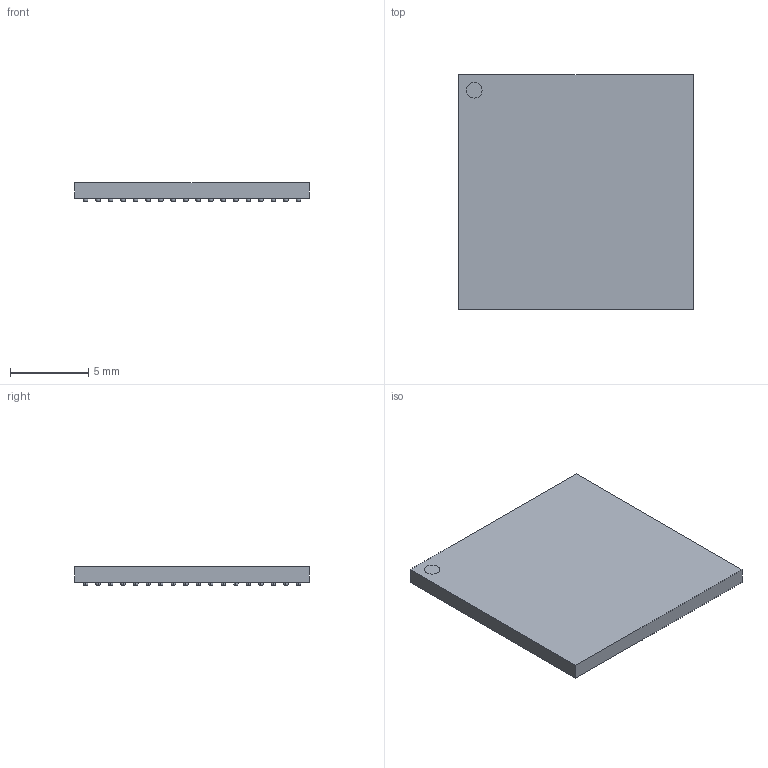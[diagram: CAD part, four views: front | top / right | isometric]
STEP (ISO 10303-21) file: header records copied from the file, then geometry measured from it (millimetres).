
FILE_DESCRIPTION((''),'2;1');
FILE_NAME('BGA324C80P18X18_1500X1500X120.stp','2012-05-09T15:56:16',(''),(''),'Mechanical Desktop 2011','Mechanical Desktop 2011',', , ');
FILE_SCHEMA(('AUTOMOTIVE_DESIGN { 1 2 10303 214 1 1 1 1 }'));
Length unit declared in the file: millimetre
Products named in the file (1): Product
Bounding box: 15 x 15 x 1.2 mm (x, y, z)
Volume: 228.9 mm3; surface area: 598.7 mm2
Topology: 326 solids, 326 shells, 1309 faces, 2616 edges, 1960 vertices
Faces by surface type: plane 657, sphere 648, cylinder 4
Entity records: 36348 total; most frequent: DIRECTION 7836, CARTESIAN_POINT 5886, ORIENTED_EDGE 5232, AXIS2_PLACEMENT_3D 3910, EDGE_CURVE 2616, CIRCLE 2600, VERTEX_POINT 1960, EDGE_LOOP 1310
